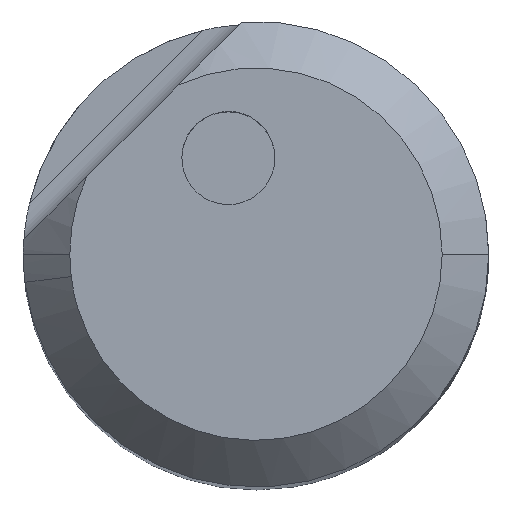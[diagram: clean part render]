
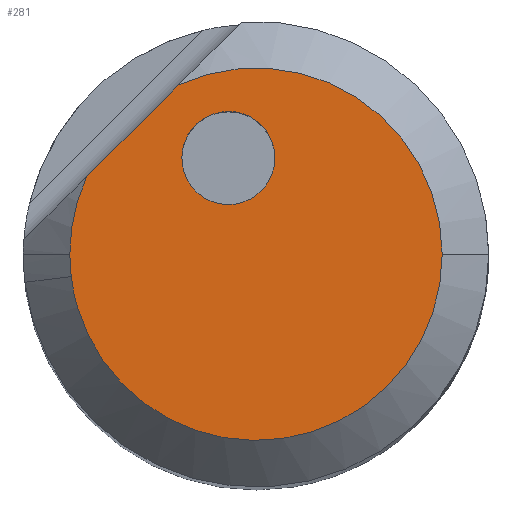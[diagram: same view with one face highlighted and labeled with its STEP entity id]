
A CAD part, top view. The second image highlights one B-rep face of the part: STEP entity #281.
In plain terms, the highlighted planar face has unit normal (0, 0, 1).
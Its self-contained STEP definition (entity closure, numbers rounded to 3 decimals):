
#158=AXIS2_PLACEMENT_3D('Circle Axis2P3D',#156,#157,$) ;
#212=AXIS2_PLACEMENT_3D('Plane Axis2P3D',#209,#210,#211) ;
#225=AXIS2_PLACEMENT_3D('Circle Axis2P3D',#223,#224,$) ;
#267=AXIS2_PLACEMENT_3D('Circle Axis2P3D',#265,#266,$) ;
#153=CARTESIAN_POINT('Vertex',(-0.585,0.63,0.)) ;
#156=CARTESIAN_POINT('Axis2P3D Location',(-0.237,0.827,0.)) ;
#160=CARTESIAN_POINT('Vertex',(0.111,1.023,0.)) ;
#188=CARTESIAN_POINT('Control Point',(-0.585,0.63,0.)) ;
#189=CARTESIAN_POINT('Control Point',(-0.709,0.849,0.)) ;
#190=CARTESIAN_POINT('Control Point',(-0.667,1.173,0.)) ;
#191=CARTESIAN_POINT('Control Point',(-0.311,1.374,0.)) ;
#192=CARTESIAN_POINT('Control Point',(-0.012,1.242,0.)) ;
#193=CARTESIAN_POINT('Control Point',(0.111,1.023,0.)) ;
#209=CARTESIAN_POINT('Axis2P3D Location',(2.9,0.,0.)) ;
#214=CARTESIAN_POINT('Line Origine',(-1.061,1.061,0.)) ;
#218=CARTESIAN_POINT('Vertex',(-0.667,1.454,0.)) ;
#220=CARTESIAN_POINT('Vertex',(-1.454,0.667,0.)) ;
#223=CARTESIAN_POINT('Axis2P3D Location',(0.,0.,0.)) ;
#227=CARTESIAN_POINT('Vertex',(-1.6,0.,0.)) ;
#231=CARTESIAN_POINT('Control Point',(-1.588,-0.192,0.)) ;
#232=CARTESIAN_POINT('Control Point',(-1.593,-0.154,0.)) ;
#233=CARTESIAN_POINT('Control Point',(-1.597,-0.116,0.)) ;
#234=CARTESIAN_POINT('Control Point',(-1.599,-0.077,0.)) ;
#235=CARTESIAN_POINT('Control Point',(-1.6,-0.039,0.)) ;
#236=CARTESIAN_POINT('Control Point',(-1.6,0.,0.)) ;
#237=CARTESIAN_POINT('Vertex',(-1.588,-0.192,0.)) ;
#241=CARTESIAN_POINT('Control Point',(1.6,0.,0.)) ;
#242=CARTESIAN_POINT('Control Point',(1.6,-0.186,0.)) ;
#243=CARTESIAN_POINT('Control Point',(1.573,-0.372,0.)) ;
#244=CARTESIAN_POINT('Control Point',(1.519,-0.553,0.)) ;
#245=CARTESIAN_POINT('Control Point',(1.36,-0.893,0.)) ;
#246=CARTESIAN_POINT('Control Point',(1.111,-1.174,0.)) ;
#247=CARTESIAN_POINT('Control Point',(0.967,-1.296,0.)) ;
#248=CARTESIAN_POINT('Control Point',(0.647,-1.493,0.)) ;
#249=CARTESIAN_POINT('Control Point',(0.284,-1.591,0.)) ;
#250=CARTESIAN_POINT('Control Point',(0.097,-1.613,0.)) ;
#251=CARTESIAN_POINT('Control Point',(-0.279,-1.603,0.)) ;
#252=CARTESIAN_POINT('Control Point',(-0.636,-1.486,0.)) ;
#253=CARTESIAN_POINT('Control Point',(-0.804,-1.402,0.)) ;
#254=CARTESIAN_POINT('Control Point',(-1.113,-1.187,0.)) ;
#255=CARTESIAN_POINT('Control Point',(-1.347,-0.893,0.)) ;
#256=CARTESIAN_POINT('Control Point',(-1.442,-0.73,0.)) ;
#257=CARTESIAN_POINT('Control Point',(-1.526,-0.521,0.)) ;
#258=CARTESIAN_POINT('Control Point',(-1.572,-0.303,0.)) ;
#259=CARTESIAN_POINT('Control Point',(-1.578,-0.266,0.)) ;
#260=CARTESIAN_POINT('Control Point',(-1.584,-0.229,0.)) ;
#261=CARTESIAN_POINT('Control Point',(-1.588,-0.192,0.)) ;
#262=CARTESIAN_POINT('Vertex',(1.6,0.,0.)) ;
#265=CARTESIAN_POINT('Axis2P3D Location',(0.,0.,0.)) ;
#157=DIRECTION('Axis2P3D Direction',(0.,0.,-1.)) ;
#210=DIRECTION('Axis2P3D Direction',(0.,0.,-1.)) ;
#211=DIRECTION('Axis2P3D XDirection',(-1.,0.,0.)) ;
#215=DIRECTION('Vector Direction',(-0.707,-0.707,0.)) ;
#224=DIRECTION('Axis2P3D Direction',(0.,0.,-1.)) ;
#266=DIRECTION('Axis2P3D Direction',(0.,0.,-1.)) ;
#216=VECTOR('Line Direction',#215,1.) ;
#271=ORIENTED_EDGE('',*,*,#222,.T.) ;
#272=ORIENTED_EDGE('',*,*,#229,.F.) ;
#273=ORIENTED_EDGE('',*,*,#239,.F.) ;
#274=ORIENTED_EDGE('',*,*,#264,.F.) ;
#275=ORIENTED_EDGE('',*,*,#269,.F.) ;
#278=ORIENTED_EDGE('',*,*,#194,.T.) ;
#279=ORIENTED_EDGE('',*,*,#162,.T.) ;
#280=FACE_BOUND('',#277,.T.) ;
#281=ADVANCED_FACE('NOCUT',(#276,#280),#213,.F.) ;
#187=B_SPLINE_CURVE_WITH_KNOTS('',5,(#188,#189,#190,#191,#192,#193),.UNSPECIFIED.,.F.,.U.,(6,6),(-0.628,0.628),.UNSPECIFIED.) ;
#230=B_SPLINE_CURVE_WITH_KNOTS('',5,(#231,#232,#233,#234,#235,#236),.UNSPECIFIED.,.F.,.U.,(6,6),(0.,0.273),.UNSPECIFIED.) ;
#240=B_SPLINE_CURVE_WITH_KNOTS('',5,(#241,#242,#243,#244,#245,#246,#247,#248,#249,#250,#251,#252,#253,#254,#255,#256,#257,#258,#259,#260,#261),.UNSPECIFIED.,.F.,.U.,(6,3,3,3,3,3,6),(0.,1.319,2.638,3.957,5.276,6.595,6.858),.UNSPECIFIED.) ;
#159=CIRCLE('generated circle',#158,0.4) ;
#226=CIRCLE('generated circle',#225,1.6) ;
#268=CIRCLE('generated circle',#267,1.6) ;
#162=EDGE_CURVE('',#161,#154,#159,.T.) ;
#194=EDGE_CURVE('',#154,#161,#187,.T.) ;
#222=EDGE_CURVE('',#219,#221,#217,.T.) ;
#229=EDGE_CURVE('',#228,#221,#226,.T.) ;
#239=EDGE_CURVE('',#238,#228,#230,.T.) ;
#264=EDGE_CURVE('',#263,#238,#240,.T.) ;
#269=EDGE_CURVE('',#219,#263,#268,.T.) ;
#270=EDGE_LOOP('',(#271,#272,#273,#274,#275)) ;
#277=EDGE_LOOP('',(#278,#279)) ;
#276=FACE_OUTER_BOUND('',#270,.T.) ;
#217=LINE('Line',#214,#216) ;
#213=PLANE('',#212) ;
#154=VERTEX_POINT('',#153) ;
#161=VERTEX_POINT('',#160) ;
#219=VERTEX_POINT('',#218) ;
#221=VERTEX_POINT('',#220) ;
#228=VERTEX_POINT('',#227) ;
#238=VERTEX_POINT('',#237) ;
#263=VERTEX_POINT('',#262) ;
